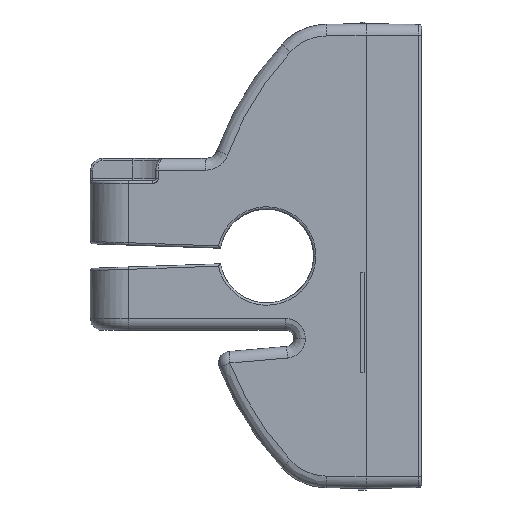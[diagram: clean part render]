
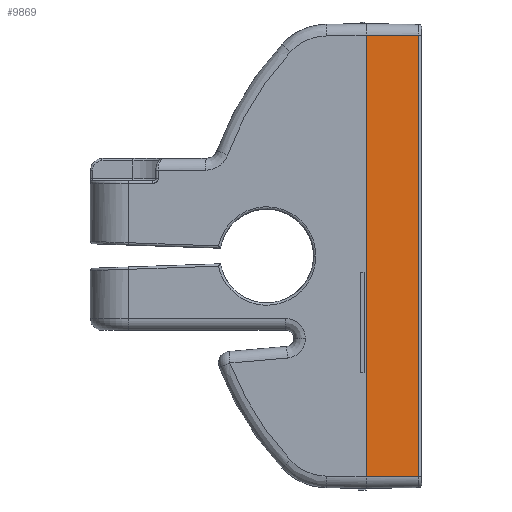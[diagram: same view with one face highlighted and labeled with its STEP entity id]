
A CAD part, left-side view. The second image highlights one B-rep face of the part: STEP entity #9869.
In plain terms, the highlighted planar face has unit normal (-1, -0.018, 0).
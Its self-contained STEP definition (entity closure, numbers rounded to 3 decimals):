
#33 = LINE ( 'NONE', #8921, #9850 ) ;
#269 = DIRECTION ( 'NONE',  ( -0.017, 1., 0. ) ) ;
#297 = ORIENTED_EDGE ( 'NONE', *, *, #757, .F. ) ;
#411 = VERTEX_POINT ( 'NONE', #1292 ) ;
#531 = CARTESIAN_POINT ( 'NONE',  ( -14.997, -12.85, 28.493 ) ) ;
#536 = VERTEX_POINT ( 'NONE', #3399 ) ;
#739 = DIRECTION ( 'NONE',  ( 0., 0., 1. ) ) ;
#757 = EDGE_CURVE ( 'NONE', #411, #7639, #33, .T. ) ;
#812 = DIRECTION ( 'NONE',  ( -0.017, 1., 0. ) ) ;
#932 = DIRECTION ( 'NONE',  ( 0.017, -1., 0. ) ) ;
#1292 = CARTESIAN_POINT ( 'NONE',  ( -14.997, -12.85, -28.493 ) ) ;
#1889 = EDGE_CURVE ( 'NONE', #536, #12492, #2631, .T. ) ;
#1943 = VECTOR ( 'NONE', #812, 1000. ) ;
#2072 = DIRECTION ( 'NONE',  ( 0., 0., 1. ) ) ;
#2256 = LINE ( 'NONE', #7665, #1943 ) ;
#2316 = VECTOR ( 'NONE', #739, 1000. ) ;
#2631 = LINE ( 'NONE', #6289, #2316 ) ;
#3399 = CARTESIAN_POINT ( 'NONE',  ( -14.879, -19.607, -28.493 ) ) ;
#5168 = CARTESIAN_POINT ( 'NONE',  ( -14.997, -12.85, 28.493 ) ) ;
#5777 = ORIENTED_EDGE ( 'NONE', *, *, #10419, .T. ) ;
#5917 = ORIENTED_EDGE ( 'NONE', *, *, #1889, .T. ) ;
#6125 = FACE_OUTER_BOUND ( 'NONE', #10573, .T. ) ;
#6289 = CARTESIAN_POINT ( 'NONE',  ( -14.879, -19.607, 28.493 ) ) ;
#6800 = DIRECTION ( 'NONE',  ( -1., -0.017, 0. ) ) ;
#7639 = VERTEX_POINT ( 'NONE', #531 ) ;
#7665 = CARTESIAN_POINT ( 'NONE',  ( -14.997, -12.85, -28.493 ) ) ;
#7682 = CARTESIAN_POINT ( 'NONE',  ( -14.879, -19.607, 28.493 ) ) ;
#8405 = ORIENTED_EDGE ( 'NONE', *, *, #11191, .F. ) ;
#8921 = CARTESIAN_POINT ( 'NONE',  ( -14.997, -12.85, 30. ) ) ;
#9850 = VECTOR ( 'NONE', #2072, 1000. ) ;
#9869 = ADVANCED_FACE ( 'NONE', ( #6125 ), #10698, .T. ) ;
#10419 = EDGE_CURVE ( 'NONE', #12492, #7639, #11038, .T. ) ;
#10477 = AXIS2_PLACEMENT_3D ( 'NONE', #12628, #6800, #932 ) ;
#10573 = EDGE_LOOP ( 'NONE', ( #8405, #5917, #5777, #297 ) ) ;
#10698 = PLANE ( 'NONE',  #10477 ) ;
#11038 = LINE ( 'NONE', #5168, #11340 ) ;
#11191 = EDGE_CURVE ( 'NONE', #536, #411, #2256, .T. ) ;
#11340 = VECTOR ( 'NONE', #269, 1000. ) ;
#12492 = VERTEX_POINT ( 'NONE', #7682 ) ;
#12628 = CARTESIAN_POINT ( 'NONE',  ( -14.997, -12.85, 28.493 ) ) ;
